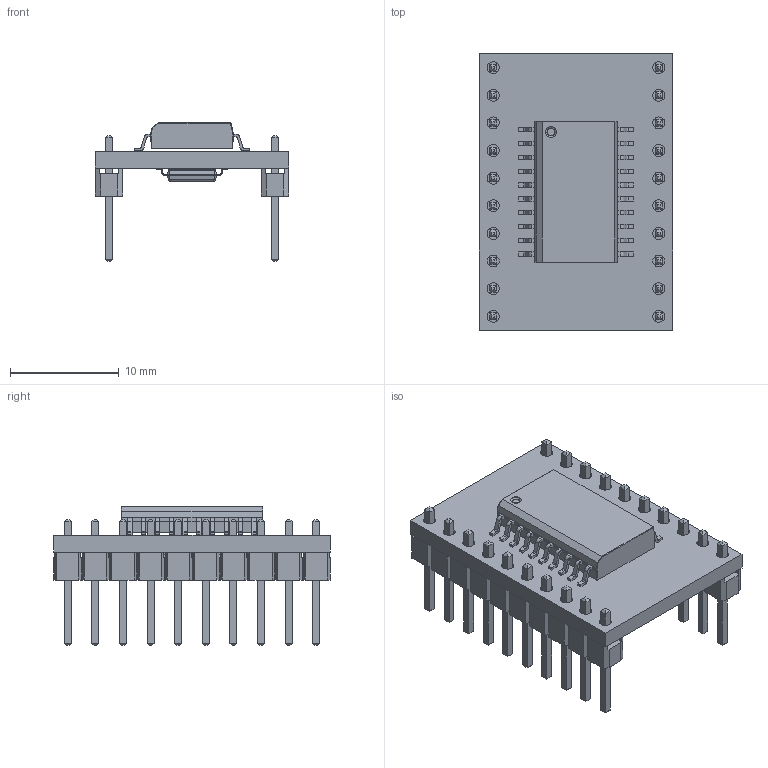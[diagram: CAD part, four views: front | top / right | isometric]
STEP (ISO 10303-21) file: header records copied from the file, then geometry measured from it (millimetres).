
FILE_DESCRIPTION(('Open CASCADE Model'),'2;1');
FILE_NAME('Open CASCADE Shape Model','2017-10-02T20:13:28',('Author'),( 'Open CASCADE'),'Open CASCADE STEP processor 6.8','Open CASCADE 6.8' ,'Unknown');
FILE_SCHEMA(('AUTOMOTIVE_DESIGN { 1 0 10303 214 1 1 1 1 }'));
Length unit declared in the file: millimetre
Products named in the file (13): PCB; Board; X2; 61301011121; 6130xx11121_PIN; X1; SO20; SOIC20-300; User_Library-SOIC-20-300_pin_SOIC_SO-300_1; User_Library-SOIC-20-300_SOIC_300_SOIC_13X7.6_1; TSSOP20; SW3dPS-TSSOP-20
Assembly tree (41 placements, depth 4):
  PCB
    Board
    X2
      61301011121
        6130xx11121_PIN  x10
        61301011121
    X1
      61301011121
        6130xx11121_PIN  x10
        61301011121
    SO20
      SOIC20-300
        User_Library-SOIC-20-300_pin_SOIC_SO-300_1  x20
        User_Library-SOIC-20-300_SOIC_300_SOIC_13X7.6_1
    TSSOP20
      SW3dPS-TSSOP-20
Bounding box: 17.78 x 25.4 x 12.74 mm (x, y, z)
Volume: 1280 mm3; surface area: 2860.9 mm2
Topology: 55 solids, 55 shells, 1232 faces, 3119 edges, 1999 vertices
Faces by surface type: plane 1000, cylinder 220, sphere 10, bspline 2
Full cylindrical faces by diameter (mm): 1.1 x20
Entity records: 19568 total; most frequent: CARTESIAN_POINT 3240, ORIENTED_EDGE 2954, DIRECTION 2869, EDGE_CURVE 1477, LINE 1189, VECTOR 1189, VERTEX_POINT 955, AXIS2_PLACEMENT_3D 840
